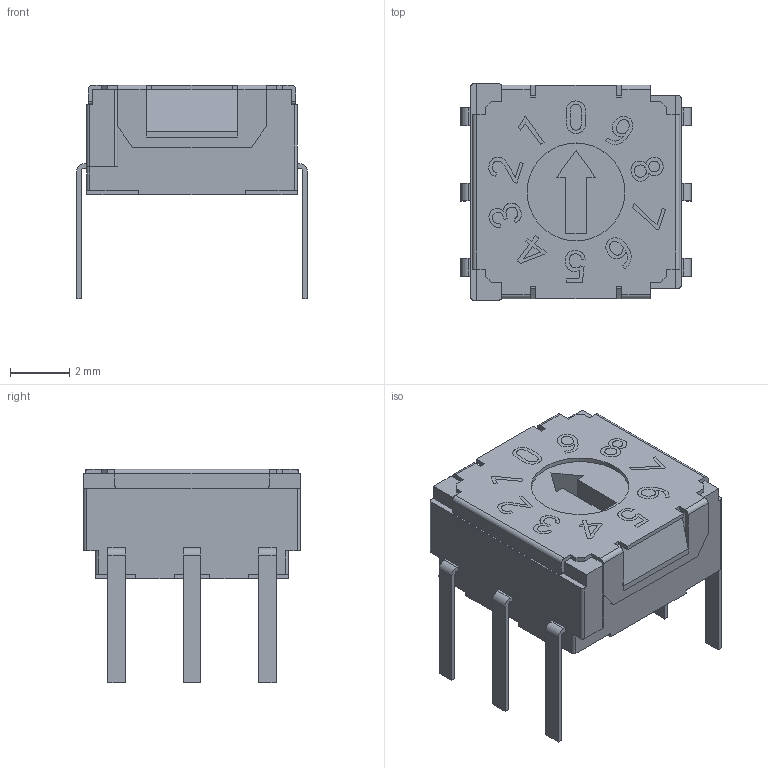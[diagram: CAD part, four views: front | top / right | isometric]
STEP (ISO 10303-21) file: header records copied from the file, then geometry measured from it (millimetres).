
FILE_DESCRIPTION(/* description */ ('model of Nidec_Copal_SH-7010C'),/* implementation_level */ '2;1');
FILE_NAME(/* name */ 'Nidec_Copal_SH-7010C.step',/* time_stamp */ '1970-01-01T00:00:00',/* author */ ('KiCAD','kicad'),/* organization */ ('OCCT'),/* preprocessor_version */ '',/* originating_system */ 'KiCAD',/* authorisation */ '');
FILE_SCHEMA(('AUTOMOTIVE_DESIGN { 1 0 10303 214 1 1 1 1 }'));
Length unit declared in the file: millimetre
Products named in the file (1): Nidec_Copal_SH-7010C
Bounding box: 7.77 x 7.3 x 7.2 mm (x, y, z)
Volume: 172.7 mm3; surface area: 278.8 mm2
Topology: 1 solids, 1 shells, 208 faces, 745 edges, 554 vertices
Faces by surface type: plane 176, cylinder 32
Full cylindrical faces by diameter (mm): 1.2 x1, 3.3 x1
Entity records: 5433 total; most frequent: ORIENTED_EDGE 1018, CARTESIAN_POINT 898, EDGE_CURVE 745, VERTEX_POINT 554, LINE 490, AXIS2_PLACEMENT_3D 241, FACE_BOUND 233, EDGE_LOOP 233
